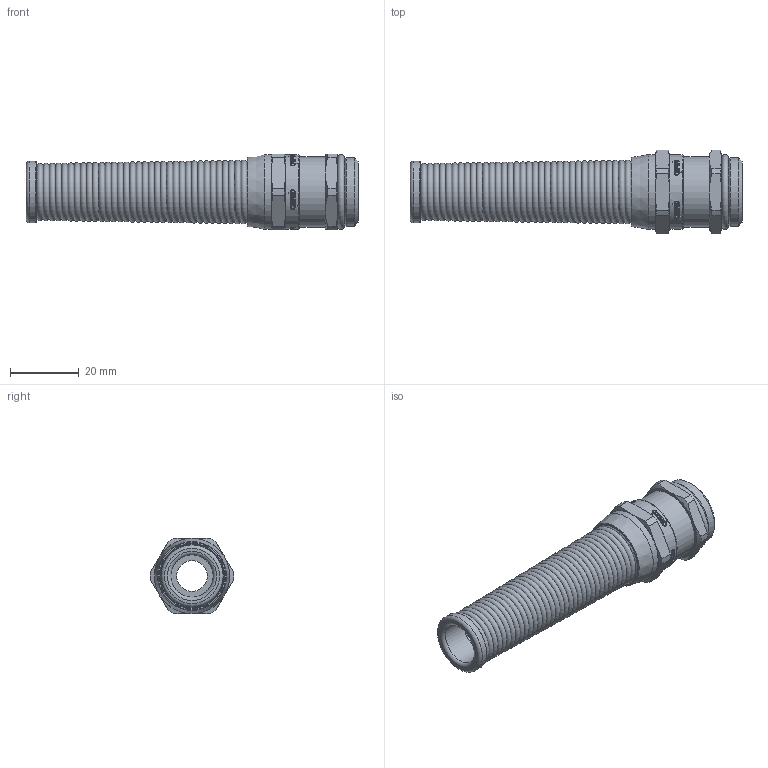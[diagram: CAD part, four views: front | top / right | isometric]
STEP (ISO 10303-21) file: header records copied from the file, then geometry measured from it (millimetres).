
FILE_DESCRIPTION(/* description */ ('HSK-M-Flex Metr.-Cable glands for special applications'),/* implementation_level */ '2;1');
FILE_NAME(/* name */ 'HU1623200051.stp',/* time_stamp */ '2021-10-12T13:25:49+02:00',/* author */ ('sl'),/* organization */ ('HUMMEL'),/* preprocessor_version */ 'ST-DEVELOPER v16.5',/* originating_system */ 'Autodesk Inventor 2017',/* authorisation */ '');
FILE_SCHEMA (('AUTOMOTIVE_DESIGN { 1 0 10303 214 3 1 1 }'));
Length unit declared in the file: millimetre
Products named in the file (8): HSK-M-Flex 1.623.2000.51; HSK-M-Flex 1.623.2000.51-Gland; HSK-M-Flex 1.623.2000.51-Clamping insert; HSK-M-Flex 1.623.2000.51-Sealing insert; HSK-M-Flex 1.623.2000.51-O-Ring; HSK-M-Flex 1.623.2000.51-Nut; HSK-M-Flex 1.623.2000.51-Feather; HSK-M-Flex 1.623.2000.51-Cover
Assembly tree (7 placements, depth 2):
  HSK-M-Flex 1.623.2000.51
    HSK-M-Flex 1.623.2000.51-Gland
    HSK-M-Flex 1.623.2000.51-Clamping insert
    HSK-M-Flex 1.623.2000.51-Sealing insert
    HSK-M-Flex 1.623.2000.51-O-Ring
    HSK-M-Flex 1.623.2000.51-Nut
    HSK-M-Flex 1.623.2000.51-Feather
    HSK-M-Flex 1.623.2000.51-Cover
Bounding box: 96.67 x 24.4 x 22 mm (x, y, z)
Volume: 13402.6 mm3; surface area: 19229.8 mm2
Topology: 7 solids, 7 shells, 566 faces, 1450 edges, 941 vertices
Faces by surface type: plane 399, cylinder 86, torus 45, cone 36
Full cylindrical faces by diameter (mm): 9 x1, 12.1 x1, 12.3 x2, 14.1 x2, 14.8 x2, 16.6 x2, 17 x1, 17.5 x2, 17.8 x1, 18 x1, 19 x1, 19.06 x1, 19.4 x1, 19.73 x2, 20 x1, 20.4 x1, 21.8 x2
Entity records: 17610 total; most frequent: CARTESIAN_POINT 3704, DIRECTION 2966, ORIENTED_EDGE 2722, EDGE_CURVE 1361, AXIS2_PLACEMENT_3D 1106, VERTEX_POINT 938, LINE 754, VECTOR 754
